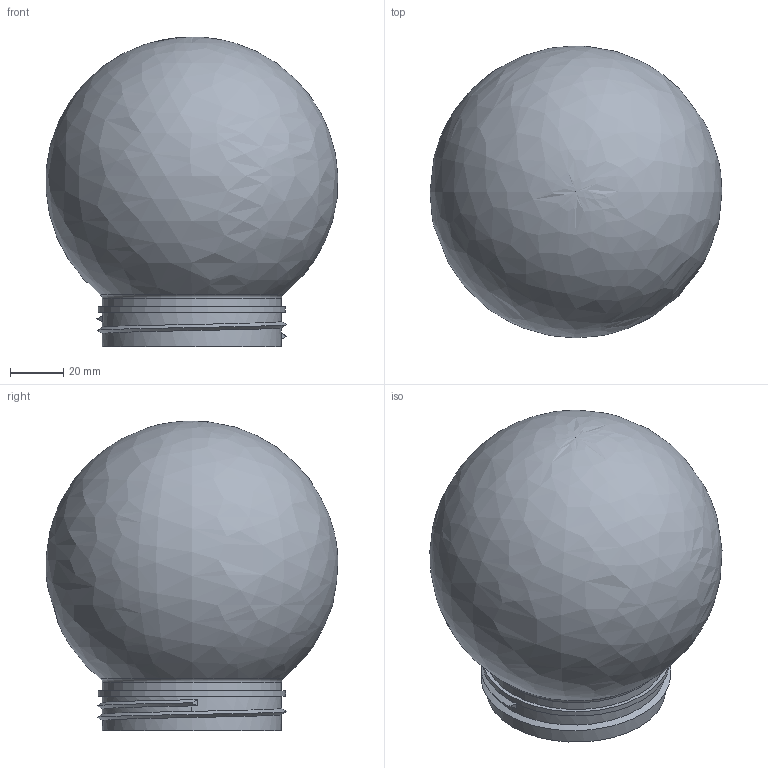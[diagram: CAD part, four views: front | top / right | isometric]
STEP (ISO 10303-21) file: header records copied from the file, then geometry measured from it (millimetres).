
FILE_DESCRIPTION(/* description */ (''),/* implementation_level */ '2;1');
FILE_NAME(/* name */ '3722 Snow Globe.step',/* time_stamp */ '2018-07-07T12:43:38-04:00',/* author */ ('Adafruit'),/* organization */ (''),/* preprocessor_version */ 'ST-DEVELOPER v17',/* originating_system */ 'Autodesk Translation Framework v7.1.0.215',/* authorisation */ '');
FILE_SCHEMA (('AUTOMOTIVE_DESIGN { 1 0 10303 214 3 1 1 }'));
Length unit declared in the file: millimetre
Products named in the file (1): Snow Globe
Bounding box: 109.14 x 109.18 x 115.86 mm (x, y, z)
Volume: 74044 mm3; surface area: 74502.2 mm2
Topology: 1 solids, 1 shells, 19 faces, 49 edges, 33 vertices
Faces by surface type: plane 7, cylinder 6, bspline 4, torus 2
Full cylindrical faces by diameter (mm): 63 x1, 67 x3, 70 x1
Entity records: 973 total; most frequent: CARTESIAN_POINT 504, ORIENTED_EDGE 94, DIRECTION 85, EDGE_CURVE 47, AXIS2_PLACEMENT_3D 35, VERTEX_POINT 33, EDGE_LOOP 22, CIRCLE 19
